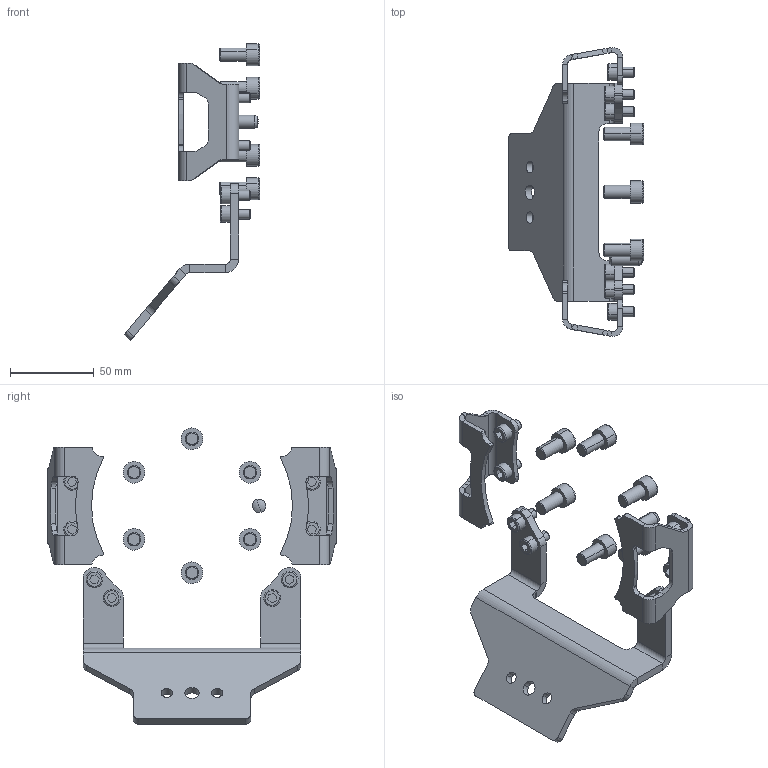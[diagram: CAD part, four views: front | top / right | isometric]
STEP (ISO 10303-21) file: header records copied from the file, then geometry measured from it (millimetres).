
FILE_DESCRIPTION (( 'STEP AP214' ), '1' );
FILE_NAME ('P5211.STEP', '2021-09-21T11:23:01', ( '' ), ( '' ), 'SwSTEP 2.0', 'SolidWorks 2019', '' );
FILE_SCHEMA (( 'AUTOMOTIVE_DESIGN' ));
Length unit declared in the file: millimetre
Products named in the file (1): P5211
Bounding box: 80.85 x 172.53 x 176.85 mm (x, y, z)
Volume: 84178.5 mm3; surface area: 49821.8 mm2
Topology: 18 solids, 18 shells, 452 faces, 1044 edges, 652 vertices
Faces by surface type: plane 230, cylinder 160, cone 30, torus 28, sphere 4
Entity records: 17973 total; most frequent: DIRECTION 2360, CARTESIAN_POINT 2149, ORIENTED_EDGE 2088, EDGE_CURVE 1044, AXIS2_PLACEMENT_3D 863, VERTEX_POINT 652, VECTOR 634, LINE 634
